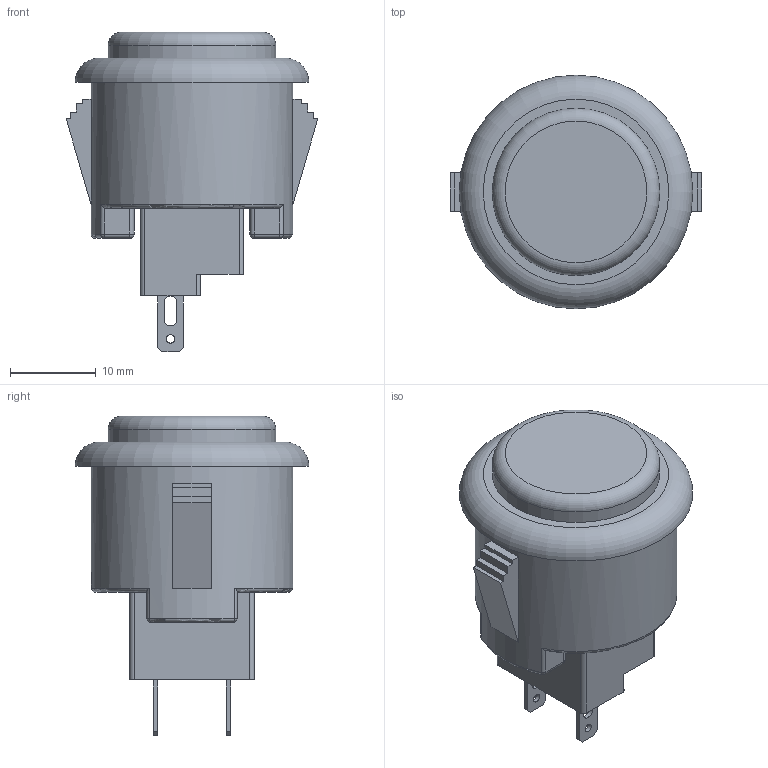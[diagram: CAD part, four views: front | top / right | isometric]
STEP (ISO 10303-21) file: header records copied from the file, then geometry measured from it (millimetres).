
FILE_DESCRIPTION(/* description */ (''),/* implementation_level */ '2;1');
FILE_NAME(/* name */ 'OBSF-24.stp',/* time_stamp */ '2024-09-20T22:47:24+09:00',/* author */ ('qz'),/* organization */ (''),/* preprocessor_version */ 'ST-DEVELOPER v19.2',/* originating_system */ 'Autodesk Inventor 2024',/* authorisation */ '');
FILE_SCHEMA (('AUTOMOTIVE_DESIGN { 1 0 10303 214 3 1 1 }'));
Length unit declared in the file: millimetre
Products named in the file (1): OBSF-24
Bounding box: 29.3 x 27.2 x 37.2 mm (x, y, z)
Volume: 10812.4 mm3; surface area: 3609.4 mm2
Topology: 3 solids, 3 shells, 111 faces, 281 edges, 177 vertices
Faces by surface type: plane 63, cylinder 32, sphere 8, torus 8
Full cylindrical faces by diameter (mm): 1 x2, 19.5 x1, 23.5 x1
Entity records: 3597 total; most frequent: CARTESIAN_POINT 689, DIRECTION 573, ORIENTED_EDGE 564, EDGE_CURVE 282, LINE 191, VECTOR 191, AXIS2_PLACEMENT_3D 191, VERTEX_POINT 179
